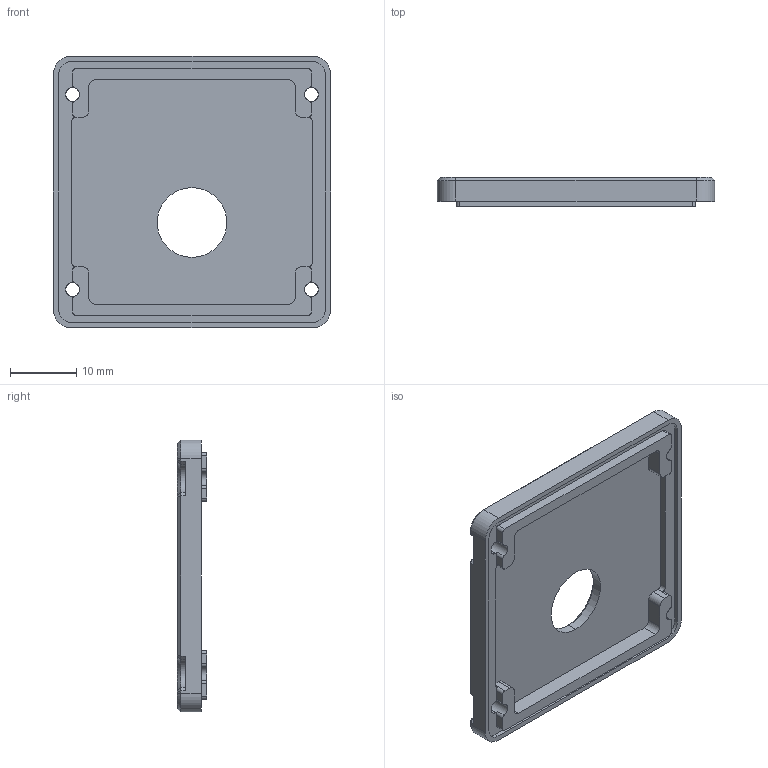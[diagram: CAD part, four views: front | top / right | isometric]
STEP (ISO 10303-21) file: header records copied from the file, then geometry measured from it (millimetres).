
FILE_DESCRIPTION (( 'STEP AP214' ), '1' );
FILE_NAME ('CaseTop_01.STEP', '2025-06-03T17:12:02', ( '' ), ( '' ), 'SwSTEP 2.0', 'SolidWorks 2024', '' );
FILE_SCHEMA (( 'AUTOMOTIVE_DESIGN' ));
Length unit declared in the file: millimetre
Products named in the file (1): CaseTop_01
Bounding box: 41.8 x 4.4 x 41 mm (x, y, z)
Volume: 3950.8 mm3; surface area: 4377.8 mm2
Topology: 1 solids, 1 shells, 164 faces, 446 edges, 282 vertices
Faces by surface type: plane 104, cylinder 50, cone 10
Entity records: 5171 total; most frequent: DIRECTION 902, CARTESIAN_POINT 893, ORIENTED_EDGE 892, EDGE_CURVE 446, LINE 320, VECTOR 320, AXIS2_PLACEMENT_3D 291, VERTEX_POINT 282
